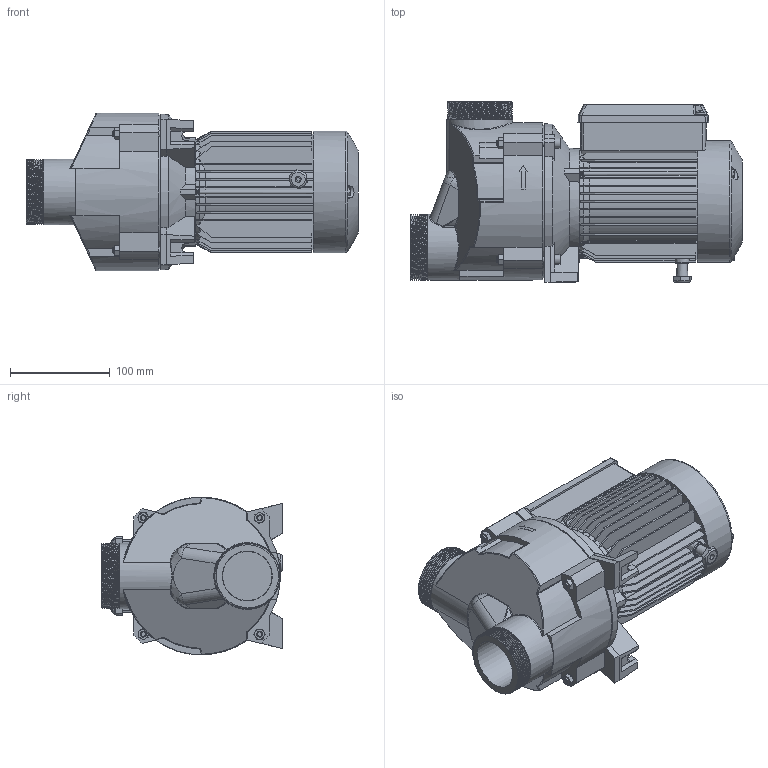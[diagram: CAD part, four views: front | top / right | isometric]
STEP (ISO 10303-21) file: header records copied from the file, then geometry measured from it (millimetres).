
FILE_DESCRIPTION(('STEP AP214'),'2;1');
FILE_NAME('4_93_530_ 01_REV00.stp','2013-07-03T11:41:30',(''),(''),'2012.1.115','THINKDESIGN','');
FILE_SCHEMA(('AUTOMOTIVE_DESIGN'));
Bounding box: 333 x 181 x 158 mm (x, y, z)
Volume: 4084236.4 mm3; surface area: 416431.2 mm2
Topology: 10 solids, 10 shells, 1258 faces, 3272 edges, 2086 vertices
Faces by surface type: plane 650, bspline 391, cylinder 217
Full cylindrical faces by diameter (mm): 3.5 x3, 4 x12, 6 x4, 10 x7, 62.652 x16, 66 x2, 122 x1, 154 x1
Entity records: 68489 total; most frequent: CARTESIAN_POINT 28751, ORIENTED_EDGE 6522, DIRECTION 4902, EDGE_CURVE 3261, VERTEX_POINT 2086, VECTOR 1846, LINE 1846, AXIS2_PLACEMENT_3D 1528
